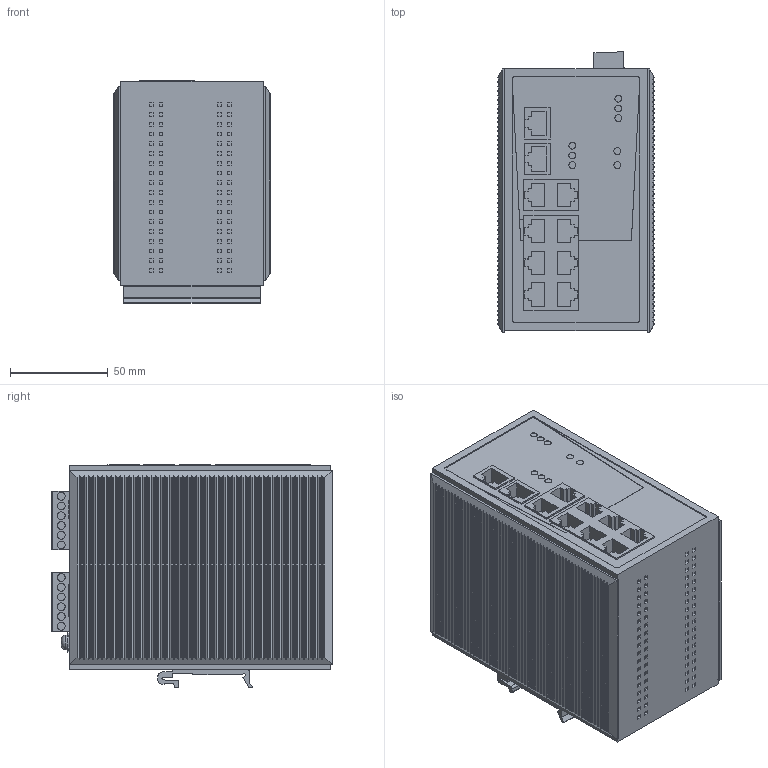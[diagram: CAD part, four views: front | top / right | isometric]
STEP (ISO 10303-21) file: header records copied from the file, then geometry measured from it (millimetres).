
FILE_DESCRIPTION(('CATIA V5 STEP Exchange','CAx-IF Rec.Pracs.--- Model Styling and Organization---1.4--- 2014-01-23'),'2;1');
FILE_NAME ('D1408667_2_1241290000_S3D_IE_SW_PL10M_PL10MT_3GT_7TX.stp','2020-02-18T13:23:10+00:00',('none'),('Weidmueller'),'CATIA Version 5-6 Release 2016 SP3 HF44','CATIA V5 STEP AP214','none');
FILE_SCHEMA(('AUTOMOTIVE_DESIGN { 1 0 10303 214 1 1 1 1 }'));
Products named in the file (1): 1241290000
Bounding box: 80.05 x 144.05 x 114 mm (x, y, z)
Volume: 1098437.4 mm3; surface area: 177175.1 mm2
Topology: 38 solids, 38 shells, 1921 faces, 4970 edges, 3301 vertices
Faces by surface type: plane 1477, extrusion 289, cylinder 153, torus 2
Entity records: 63104 total; most frequent: CARTESIAN_POINT 17950, ORIENTED_EDGE 9940, DIRECTION 6567, EDGE_CURVE 4970, VECTOR 4301, LINE 4012, VERTEX_POINT 3301, EDGE_LOOP 2119
